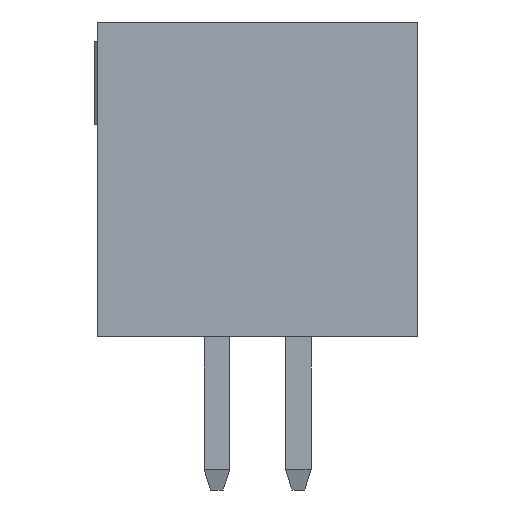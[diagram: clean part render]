
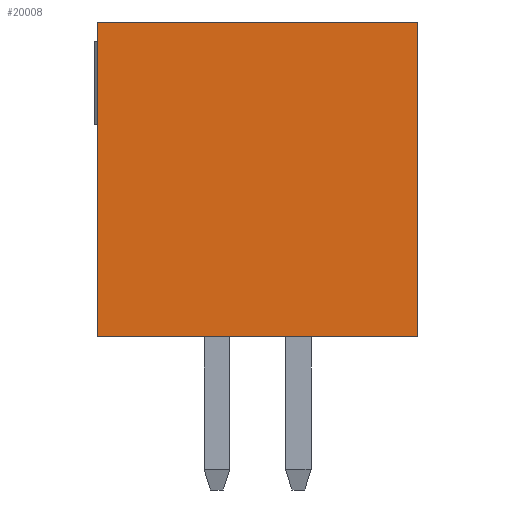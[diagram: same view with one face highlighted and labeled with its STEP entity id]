
A CAD part, front view. The second image highlights one B-rep face of the part: STEP entity #20008.
In plain terms, the highlighted face is planar.
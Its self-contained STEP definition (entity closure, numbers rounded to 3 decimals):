
#881=ORIENTED_EDGE('',*,*,#4658,.F.);
#882=ORIENTED_EDGE('',*,*,#4659,.F.);
#883=ORIENTED_EDGE('',*,*,#4660,.T.);
#884=ORIENTED_EDGE('',*,*,#4661,.T.);
#4658=EDGE_CURVE('',#6536,#6537,#7930,.T.);
#4659=EDGE_CURVE('',#6538,#6536,#7931,.T.);
#4660=EDGE_CURVE('',#6538,#6539,#7932,.T.);
#4661=EDGE_CURVE('',#6539,#6537,#7933,.T.);
#6536=VERTEX_POINT('',#26357);
#6537=VERTEX_POINT('',#26358);
#6538=VERTEX_POINT('',#26360);
#6539=VERTEX_POINT('',#26362);
#7930=LINE('',#26356,#9966);
#7931=LINE('',#26359,#9967);
#7932=LINE('',#26361,#9968);
#7933=LINE('',#26363,#9969);
#9966=VECTOR('',#22422,1000.);
#9967=VECTOR('',#22423,1000.);
#9968=VECTOR('',#22424,1000.);
#9969=VECTOR('',#22425,1000.);
#11614=EDGE_LOOP('',(#881,#882,#883,#884));
#12478=FACE_BOUND('',#11614,.T.);
#13342=PLANE('',#20848);
#20008=ADVANCED_FACE('',(#12478),#13342,.T.);
#20848=AXIS2_PLACEMENT_3D('',#26355,#22420,#22421);
#22420=DIRECTION('',(1.,0.,0.));
#22421=DIRECTION('',(0.,0.,-1.));
#22422=DIRECTION('',(0.,0.,-1.));
#22423=DIRECTION('',(0.,1.,0.));
#22424=DIRECTION('',(0.,0.,-1.));
#22425=DIRECTION('',(0.,1.,0.));
#26355=CARTESIAN_POINT('',(12.7,-2.5,2.45));
#26356=CARTESIAN_POINT('',(12.7,2.5,2.45));
#26357=CARTESIAN_POINT('',(12.7,2.5,2.45));
#26358=CARTESIAN_POINT('',(12.7,2.5,-2.45));
#26359=CARTESIAN_POINT('',(12.7,-2.5,2.45));
#26360=CARTESIAN_POINT('',(12.7,-2.5,2.45));
#26361=CARTESIAN_POINT('',(12.7,-2.5,2.45));
#26362=CARTESIAN_POINT('',(12.7,-2.5,-2.45));
#26363=CARTESIAN_POINT('',(12.7,-2.5,-2.45));
